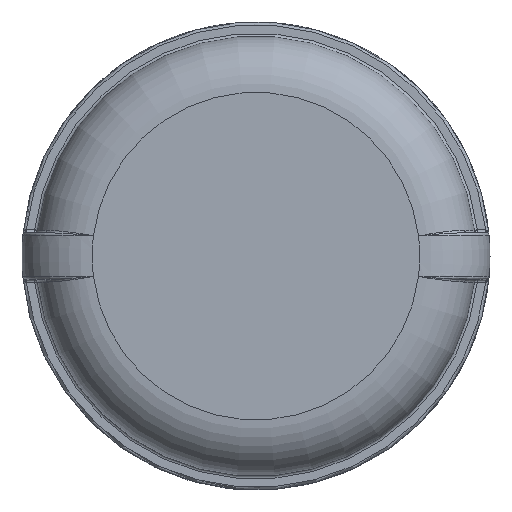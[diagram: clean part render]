
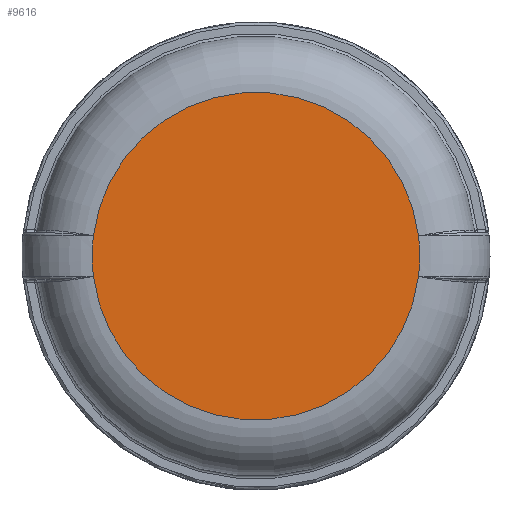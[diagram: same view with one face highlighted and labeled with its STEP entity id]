
A CAD part, left-side view. The second image highlights one B-rep face of the part: STEP entity #9616.
In plain terms, the highlighted planar face has unit normal (-1, 0, 0).
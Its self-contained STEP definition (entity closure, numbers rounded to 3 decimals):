
#1013 = EDGE_CURVE ( 'NONE', #8789, #11899, #5163, .T. ) ;
#1281 = EDGE_LOOP ( 'NONE', ( #17088, #3132, #10918, #9911 ) ) ;
#2125 = CARTESIAN_POINT ( 'NONE',  ( -22., 17.361, -2.2 ) ) ;
#2307 = DIRECTION ( 'NONE',  ( 0., 0., 1. ) ) ;
#3132 = ORIENTED_EDGE ( 'NONE', *, *, #1013, .T. ) ;
#3593 = CARTESIAN_POINT ( 'NONE',  ( -22., 17.361, 2.2 ) ) ;
#4202 = EDGE_CURVE ( 'NONE', #7311, #8789, #5837, .T. ) ;
#4551 = EDGE_CURVE ( 'NONE', #11899, #11521, #15924, .T. ) ;
#4570 = AXIS2_PLACEMENT_3D ( 'NONE', #10907, #13526, #7032 ) ;
#4853 = CIRCLE ( 'NONE', #8193, 17.5 ) ;
#5163 = CIRCLE ( 'NONE', #8754, 17.5 ) ;
#5781 = CARTESIAN_POINT ( 'NONE',  ( -22., -17.361, -2.2 ) ) ;
#5837 = CIRCLE ( 'NONE', #11068, 17.5 ) ;
#6042 = EDGE_CURVE ( 'NONE', #11521, #7311, #4853, .T. ) ;
#6380 = AXIS2_PLACEMENT_3D ( 'NONE', #16685, #10287, #16772 ) ;
#6818 = DIRECTION ( 'NONE',  ( -1., 0., 0. ) ) ;
#7032 = DIRECTION ( 'NONE',  ( 0., 0., 1. ) ) ;
#7311 = VERTEX_POINT ( 'NONE', #9103 ) ;
#7675 = DIRECTION ( 'NONE',  ( -1., 0., 0. ) ) ;
#8193 = AXIS2_PLACEMENT_3D ( 'NONE', #8913, #11409, #2307 ) ;
#8754 = AXIS2_PLACEMENT_3D ( 'NONE', #10193, #7675, #12967 ) ;
#8789 = VERTEX_POINT ( 'NONE', #3593 ) ;
#8913 = CARTESIAN_POINT ( 'NONE',  ( -22., 0., 0. ) ) ;
#9103 = CARTESIAN_POINT ( 'NONE',  ( -22., -17.361, 2.2 ) ) ;
#9616 = ADVANCED_FACE ( 'NONE', ( #10370 ), #15655, .T. ) ;
#9911 = ORIENTED_EDGE ( 'NONE', *, *, #6042, .T. ) ;
#10193 = CARTESIAN_POINT ( 'NONE',  ( -22., 0., 0. ) ) ;
#10287 = DIRECTION ( 'NONE',  ( -1., 0., 0. ) ) ;
#10370 = FACE_OUTER_BOUND ( 'NONE', #1281, .T. ) ;
#10907 = CARTESIAN_POINT ( 'NONE',  ( -22., 0., 0. ) ) ;
#10918 = ORIENTED_EDGE ( 'NONE', *, *, #4551, .T. ) ;
#11028 = CARTESIAN_POINT ( 'NONE',  ( -22., 0., 0. ) ) ;
#11068 = AXIS2_PLACEMENT_3D ( 'NONE', #11028, #6818, #16333 ) ;
#11409 = DIRECTION ( 'NONE',  ( -1., 0., 0. ) ) ;
#11521 = VERTEX_POINT ( 'NONE', #5781 ) ;
#11899 = VERTEX_POINT ( 'NONE', #2125 ) ;
#12967 = DIRECTION ( 'NONE',  ( 0., 0., 1. ) ) ;
#13526 = DIRECTION ( 'NONE',  ( -1., 0., 0. ) ) ;
#15655 = PLANE ( 'NONE',  #6380 ) ;
#15924 = CIRCLE ( 'NONE', #4570, 17.5 ) ;
#16333 = DIRECTION ( 'NONE',  ( 0., 0., 1. ) ) ;
#16685 = CARTESIAN_POINT ( 'NONE',  ( -22., 23.5, 0. ) ) ;
#16772 = DIRECTION ( 'NONE',  ( 0., 0., 1. ) ) ;
#17088 = ORIENTED_EDGE ( 'NONE', *, *, #4202, .T. ) ;
